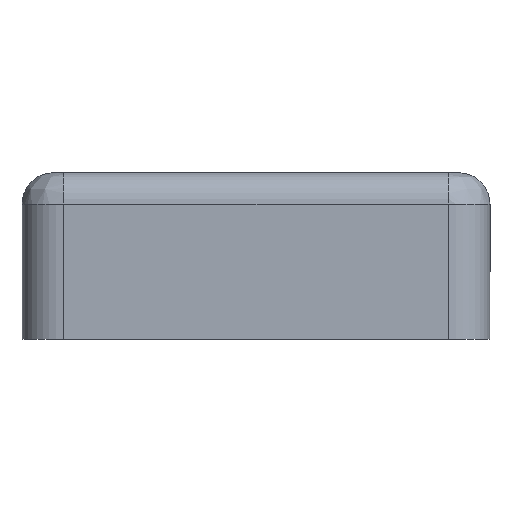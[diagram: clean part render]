
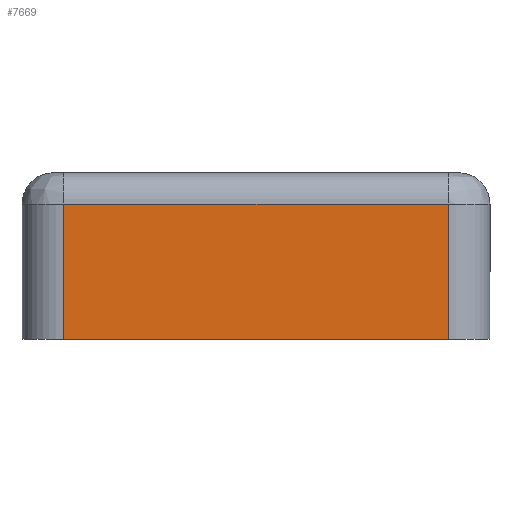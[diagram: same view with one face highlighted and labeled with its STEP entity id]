
A CAD part, left-side view. The second image highlights one B-rep face of the part: STEP entity #7669.
In plain terms, the highlighted planar face has unit normal (-1, 0, 0).
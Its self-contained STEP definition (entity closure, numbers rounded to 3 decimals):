
#172 = VECTOR ( 'NONE', #5336, 1000. ) ;
#234 = LINE ( 'NONE', #3009, #6936 ) ;
#297 = PLANE ( 'NONE',  #975 ) ;
#320 = VERTEX_POINT ( 'NONE', #2827 ) ;
#975 = AXIS2_PLACEMENT_3D ( 'NONE', #2940, #7433, #3595 ) ;
#1308 = DIRECTION ( 'NONE',  ( 0., 0., -1. ) ) ;
#1393 = CARTESIAN_POINT ( 'NONE',  ( -45., 18.5, 0. ) ) ;
#1661 = CARTESIAN_POINT ( 'NONE',  ( -45., -18.5, 13. ) ) ;
#1705 = DIRECTION ( 'NONE',  ( 0., 0., 1. ) ) ;
#1892 = ORIENTED_EDGE ( 'NONE', *, *, #6003, .F. ) ;
#2258 = VERTEX_POINT ( 'NONE', #3245 ) ;
#2579 = VERTEX_POINT ( 'NONE', #1661 ) ;
#2827 = CARTESIAN_POINT ( 'NONE',  ( -45., -18.5, 0. ) ) ;
#2940 = CARTESIAN_POINT ( 'NONE',  ( -45., 22.5, 16. ) ) ;
#3009 = CARTESIAN_POINT ( 'NONE',  ( -45., 18.5, 16. ) ) ;
#3245 = CARTESIAN_POINT ( 'NONE',  ( -45., 18.5, 13. ) ) ;
#3302 = CARTESIAN_POINT ( 'NONE',  ( -45., -18.5, 16. ) ) ;
#3413 = ORIENTED_EDGE ( 'NONE', *, *, #5933, .F. ) ;
#3579 = CARTESIAN_POINT ( 'NONE',  ( -45., -22.5, 13. ) ) ;
#3595 = DIRECTION ( 'NONE',  ( 0., 0., -1. ) ) ;
#4027 = CARTESIAN_POINT ( 'NONE',  ( -45., 22.5, 0. ) ) ;
#4260 = DIRECTION ( 'NONE',  ( 0., -1., 0. ) ) ;
#4338 = VECTOR ( 'NONE', #4260, 1000. ) ;
#4824 = FACE_OUTER_BOUND ( 'NONE', #7480, .T. ) ;
#5080 = VERTEX_POINT ( 'NONE', #1393 ) ;
#5201 = ORIENTED_EDGE ( 'NONE', *, *, #6628, .F. ) ;
#5336 = DIRECTION ( 'NONE',  ( 0., 1., 0. ) ) ;
#5393 = EDGE_CURVE ( 'NONE', #2579, #320, #6393, .T. ) ;
#5933 = EDGE_CURVE ( 'NONE', #2258, #2579, #7727, .T. ) ;
#6003 = EDGE_CURVE ( 'NONE', #5080, #2258, #234, .T. ) ;
#6195 = VECTOR ( 'NONE', #1308, 1000. ) ;
#6393 = LINE ( 'NONE', #3302, #6195 ) ;
#6628 = EDGE_CURVE ( 'NONE', #320, #5080, #7079, .T. ) ;
#6912 = ORIENTED_EDGE ( 'NONE', *, *, #5393, .F. ) ;
#6936 = VECTOR ( 'NONE', #1705, 1000. ) ;
#7079 = LINE ( 'NONE', #4027, #172 ) ;
#7433 = DIRECTION ( 'NONE',  ( 1., 0., 0. ) ) ;
#7480 = EDGE_LOOP ( 'NONE', ( #3413, #1892, #5201, #6912 ) ) ;
#7669 = ADVANCED_FACE ( 'NONE', ( #4824 ), #297, .F. ) ;
#7727 = LINE ( 'NONE', #3579, #4338 ) ;
